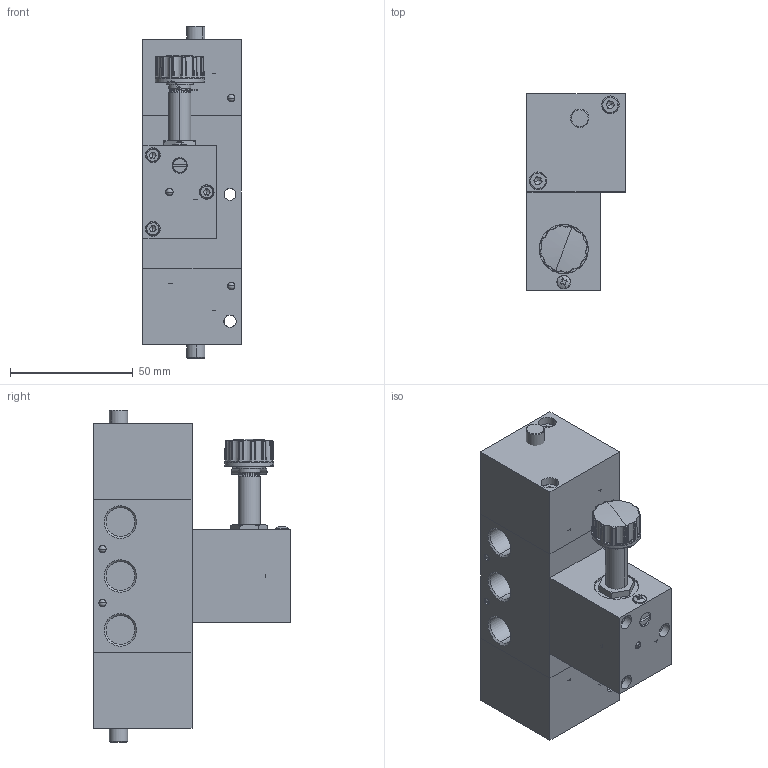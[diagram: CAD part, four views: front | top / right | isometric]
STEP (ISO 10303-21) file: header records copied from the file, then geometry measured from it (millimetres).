
FILE_DESCRIPTION (( 'STEP AP214' ), '1' );
FILE_NAME ('10_018_3.STEP', '2016-01-05T08:05:40', ( '' ), ( '' ), 'SwSTEP 2.0', 'SolidWorks 2016', '' );
FILE_SCHEMA (( 'AUTOMOTIVE_DESIGN' ));
Length unit declared in the file: millimetre
Products named in the file (1): 10_018_3
Bounding box: 40 x 80 x 135.4 mm (x, y, z)
Volume: 242056.4 mm3; surface area: 53803.7 mm2
Topology: 37 solids, 37 shells, 1511 faces, 3842 edges, 2411 vertices
Faces by surface type: cone 630, cylinder 429, plane 317, torus 81, sphere 50, bspline 4
Entity records: 50361 total; most frequent: CARTESIAN_POINT 9204, DIRECTION 8372, ORIENTED_EDGE 7418, EDGE_CURVE 3709, AXIS2_PLACEMENT_3D 3468, VERTEX_POINT 2342, CIRCLE 1960, EDGE_LOOP 1593
